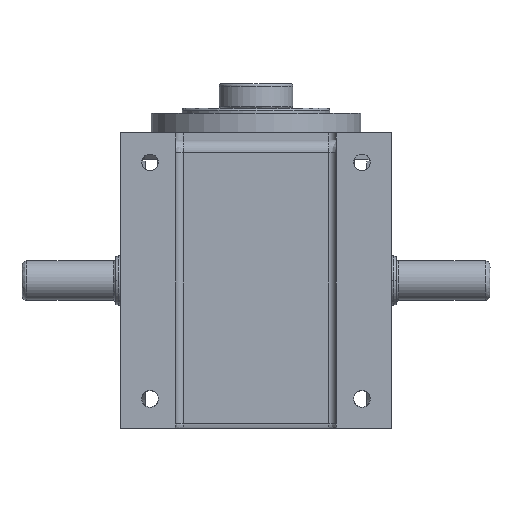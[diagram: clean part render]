
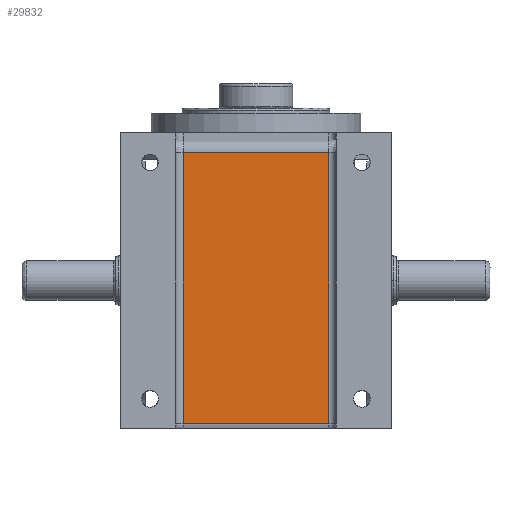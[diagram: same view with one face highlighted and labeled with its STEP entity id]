
A CAD part, front view. The second image highlights one B-rep face of the part: STEP entity #29832.
In plain terms, the highlighted planar face has unit normal (0, 1, 0).
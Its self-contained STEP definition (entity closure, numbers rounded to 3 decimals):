
#649 = VERTEX_POINT ( 'NONE', #20238 ) ;
#1389 = VERTEX_POINT ( 'NONE', #3167 ) ;
#1497 = CARTESIAN_POINT ( 'NONE',  ( 29.5, 6., -58. ) ) ;
#1511 = AXIS2_PLACEMENT_3D ( 'NONE', #1497, #17825, #3843 ) ;
#1728 = LINE ( 'NONE', #23004, #25806 ) ;
#3167 = CARTESIAN_POINT ( 'NONE',  ( 29.5, 6., 52. ) ) ;
#3843 = DIRECTION ( 'NONE',  ( -1., 0., 0. ) ) ;
#4147 = CARTESIAN_POINT ( 'NONE',  ( 0., 6., 52. ) ) ;
#5430 = ORIENTED_EDGE ( 'NONE', *, *, #20224, .T. ) ;
#5549 = LINE ( 'NONE', #4147, #23444 ) ;
#6491 = DIRECTION ( 'NONE',  ( 1., 0., 0. ) ) ;
#7929 = VERTEX_POINT ( 'NONE', #26692 ) ;
#9023 = DIRECTION ( 'NONE',  ( 0., 0., 1. ) ) ;
#10778 = CARTESIAN_POINT ( 'NONE',  ( 0., 6., -58. ) ) ;
#11071 = VERTEX_POINT ( 'NONE', #22296 ) ;
#12137 = LINE ( 'NONE', #10778, #24550 ) ;
#13975 = FACE_OUTER_BOUND ( 'NONE', #29525, .T. ) ;
#15475 = PLANE ( 'NONE',  #1511 ) ;
#16600 = ORIENTED_EDGE ( 'NONE', *, *, #25296, .F. ) ;
#17407 = LINE ( 'NONE', #18687, #27586 ) ;
#17825 = DIRECTION ( 'NONE',  ( 0., 1., 0. ) ) ;
#18687 = CARTESIAN_POINT ( 'NONE',  ( 29.5, 6., -3. ) ) ;
#20224 = EDGE_CURVE ( 'NONE', #1389, #649, #17407, .T. ) ;
#20238 = CARTESIAN_POINT ( 'NONE',  ( 29.5, 6., -58. ) ) ;
#20736 = ORIENTED_EDGE ( 'NONE', *, *, #21259, .T. ) ;
#21259 = EDGE_CURVE ( 'NONE', #7929, #11071, #1728, .T. ) ;
#22296 = CARTESIAN_POINT ( 'NONE',  ( -29.5, 6., 52. ) ) ;
#23004 = CARTESIAN_POINT ( 'NONE',  ( -29.5, 6., -3. ) ) ;
#23444 = VECTOR ( 'NONE', #6491, 1000. ) ;
#24550 = VECTOR ( 'NONE', #27050, 1000. ) ;
#25296 = EDGE_CURVE ( 'NONE', #7929, #649, #12137, .T. ) ;
#25611 = DIRECTION ( 'NONE',  ( 0., 0., -1. ) ) ;
#25806 = VECTOR ( 'NONE', #9023, 1000. ) ;
#26692 = CARTESIAN_POINT ( 'NONE',  ( -29.5, 6., -58. ) ) ;
#27050 = DIRECTION ( 'NONE',  ( 1., 0., 0. ) ) ;
#27531 = ORIENTED_EDGE ( 'NONE', *, *, #29927, .T. ) ;
#27586 = VECTOR ( 'NONE', #25611, 1000. ) ;
#29525 = EDGE_LOOP ( 'NONE', ( #16600, #20736, #27531, #5430 ) ) ;
#29832 = ADVANCED_FACE ( 'NONE', ( #13975 ), #15475, .T. ) ;
#29927 = EDGE_CURVE ( 'NONE', #11071, #1389, #5549, .T. ) ;
